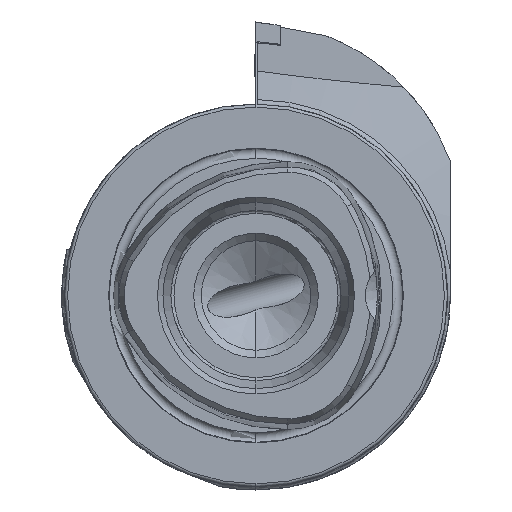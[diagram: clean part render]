
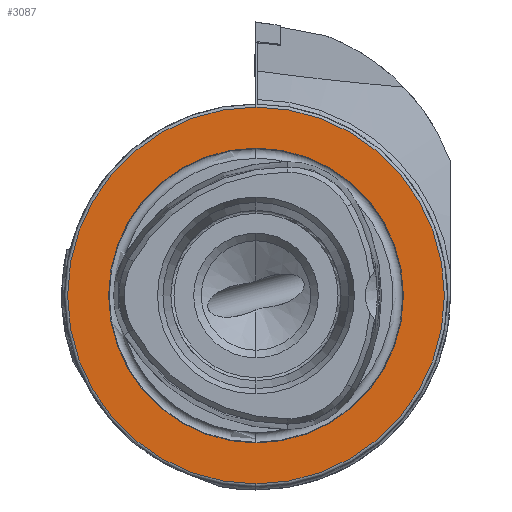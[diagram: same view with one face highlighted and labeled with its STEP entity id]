
A CAD part, left-side view. The second image highlights one B-rep face of the part: STEP entity #3087.
In plain terms, the highlighted planar face has unit normal (-1, 0, 0).
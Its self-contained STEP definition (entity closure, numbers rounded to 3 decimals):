
#390 = ORIENTED_EDGE ( 'NONE', *, *, #3249, .T. ) ;
#433 = AXIS2_PLACEMENT_3D ( 'NONE', #10392, #7383, #1472 ) ;
#566 = EDGE_CURVE ( 'NONE', #2796, #10341, #11729, .T. ) ;
#1369 = DIRECTION ( 'NONE',  ( 0., 0., 1. ) ) ;
#1472 = DIRECTION ( 'NONE',  ( 0., 0., 1. ) ) ;
#2212 = DIRECTION ( 'NONE',  ( -1., 0., 0. ) ) ;
#2443 = CIRCLE ( 'NONE', #5280, 31. ) ;
#2722 = AXIS2_PLACEMENT_3D ( 'NONE', #11855, #5941, #3044 ) ;
#2796 = VERTEX_POINT ( 'NONE', #8510 ) ;
#3044 = DIRECTION ( 'NONE',  ( 0., 0., -1. ) ) ;
#3087 = ADVANCED_FACE ( 'NONE', ( #11258, #12339 ), #5983, .F. ) ;
#3249 = EDGE_CURVE ( 'NONE', #10068, #8851, #6595, .T. ) ;
#3376 = AXIS2_PLACEMENT_3D ( 'NONE', #12071, #2212, #1369 ) ;
#4032 = AXIS2_PLACEMENT_3D ( 'NONE', #10299, #6204, #7234 ) ;
#4982 = CARTESIAN_POINT ( 'NONE',  ( 0., 0., 0. ) ) ;
#5205 = CARTESIAN_POINT ( 'NONE',  ( 0., 0., -31. ) ) ;
#5280 = AXIS2_PLACEMENT_3D ( 'NONE', #4982, #9900, #8977 ) ;
#5941 = DIRECTION ( 'NONE',  ( 1., 0., 0. ) ) ;
#5983 = PLANE ( 'NONE',  #2722 ) ;
#6204 = DIRECTION ( 'NONE',  ( -1., 0., 0. ) ) ;
#6595 = CIRCLE ( 'NONE', #3376, 31. ) ;
#6674 = EDGE_LOOP ( 'NONE', ( #390, #10757 ) ) ;
#7234 = DIRECTION ( 'NONE',  ( 0., 0., 1. ) ) ;
#7383 = DIRECTION ( 'NONE',  ( -1., 0., 0. ) ) ;
#7670 = CARTESIAN_POINT ( 'NONE',  ( 0., 0., 24.25 ) ) ;
#8220 = EDGE_LOOP ( 'NONE', ( #10458, #11255 ) ) ;
#8510 = CARTESIAN_POINT ( 'NONE',  ( 0., 0., -24.25 ) ) ;
#8851 = VERTEX_POINT ( 'NONE', #5205 ) ;
#8951 = EDGE_CURVE ( 'NONE', #10341, #2796, #11421, .T. ) ;
#8977 = DIRECTION ( 'NONE',  ( 0., 0., 1. ) ) ;
#9114 = EDGE_CURVE ( 'NONE', #8851, #10068, #2443, .T. ) ;
#9900 = DIRECTION ( 'NONE',  ( -1., 0., 0. ) ) ;
#10068 = VERTEX_POINT ( 'NONE', #12140 ) ;
#10299 = CARTESIAN_POINT ( 'NONE',  ( 0., 0., 0. ) ) ;
#10341 = VERTEX_POINT ( 'NONE', #7670 ) ;
#10392 = CARTESIAN_POINT ( 'NONE',  ( 0., 0., 0. ) ) ;
#10458 = ORIENTED_EDGE ( 'NONE', *, *, #8951, .F. ) ;
#10757 = ORIENTED_EDGE ( 'NONE', *, *, #9114, .T. ) ;
#11255 = ORIENTED_EDGE ( 'NONE', *, *, #566, .F. ) ;
#11258 = FACE_BOUND ( 'NONE', #8220, .T. ) ;
#11421 = CIRCLE ( 'NONE', #433, 24.25 ) ;
#11729 = CIRCLE ( 'NONE', #4032, 24.25 ) ;
#11855 = CARTESIAN_POINT ( 'NONE',  ( 0., 24.25, 0. ) ) ;
#12071 = CARTESIAN_POINT ( 'NONE',  ( 0., 0., 0. ) ) ;
#12140 = CARTESIAN_POINT ( 'NONE',  ( 0., 0., 31. ) ) ;
#12339 = FACE_OUTER_BOUND ( 'NONE', #6674, .T. ) ;
